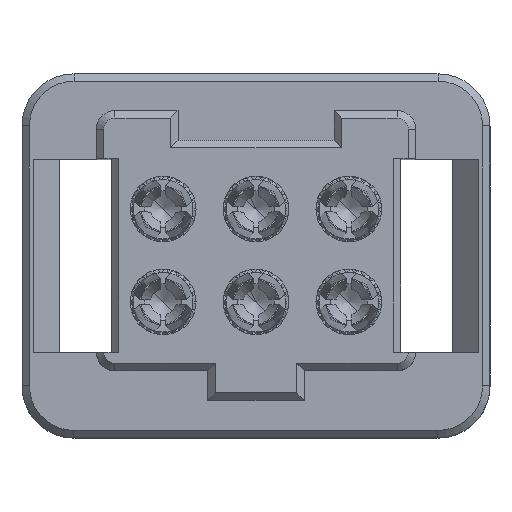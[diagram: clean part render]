
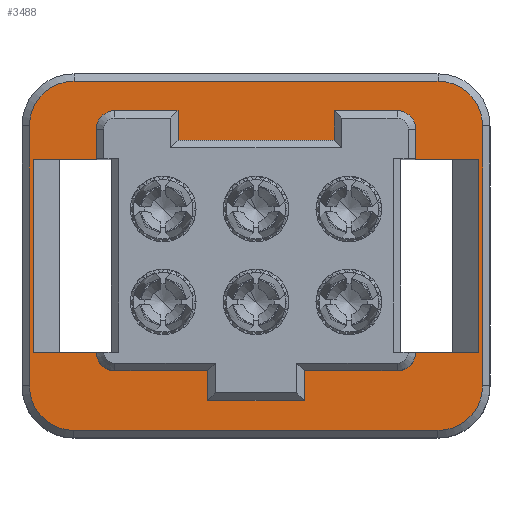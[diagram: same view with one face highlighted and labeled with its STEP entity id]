
A CAD part, top view. The second image highlights one B-rep face of the part: STEP entity #3488.
In plain terms, the highlighted planar face has unit normal (0, 0, 1).
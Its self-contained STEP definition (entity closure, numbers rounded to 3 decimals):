
#477=DIRECTION('',(1.,0.,0.));
#478=VECTOR('',#477,0.85);
#479=CARTESIAN_POINT('',(-3.,1.3,0.));
#480=LINE('',#479,#478);
#519=DIRECTION('',(1.,0.,0.));
#520=VECTOR('',#519,0.85);
#521=CARTESIAN_POINT('',(2.15,1.3,0.));
#522=LINE('',#521,#520);
#876=DIRECTION('',(0.,-1.,0.));
#877=VECTOR('',#876,3.5);
#878=CARTESIAN_POINT('',(-3.05,1.75,
0.));
#879=LINE('',#878,#877);
#883=CARTESIAN_POINT('',(-2.45,1.75,0.));
#884=DIRECTION('',(0.,0.,1.));
#885=DIRECTION('',(0.,1.,0.));
#886=AXIS2_PLACEMENT_3D('',#883,#884,#885);
#891=DIRECTION('',(-1.,0.,0.));
#892=VECTOR('',#891,4.9);
#893=CARTESIAN_POINT('',(2.45,2.35,0.));
#894=LINE('',#893,#892);
#898=CARTESIAN_POINT('',(2.45,1.75,0.));
#899=DIRECTION('',(0.,0.,1.));
#900=DIRECTION('',(1.,0.,0.));
#901=AXIS2_PLACEMENT_3D('',#898,#899,#900);
#906=DIRECTION('',(0.,1.,0.));
#907=VECTOR('',#906,3.5);
#908=CARTESIAN_POINT('',(3.05,-1.75,
0.));
#909=LINE('',#908,#907);
#913=CARTESIAN_POINT('',(2.45,-1.75,0.));
#914=DIRECTION('',(0.,0.,1.));
#915=DIRECTION('',(0.,-1.,0.));
#916=AXIS2_PLACEMENT_3D('',#913,#914,#915);
#921=DIRECTION('',(1.,0.,0.));
#922=VECTOR('',#921,4.9);
#923=CARTESIAN_POINT('',(-2.45,-2.35,
0.));
#924=LINE('',#923,#922);
#928=CARTESIAN_POINT('',(-2.45,-1.75,0.));
#929=DIRECTION('',(0.,0.,1.));
#930=DIRECTION('',(-1.,0.,0.));
#931=AXIS2_PLACEMENT_3D('',#928,#929,#930);
#936=DIRECTION('',(0.,1.,0.));
#937=VECTOR('',#936,2.6);
#938=CARTESIAN_POINT('',(-3.,-1.3,0.));
#939=LINE('',#938,#937);
#943=DIRECTION('',(0.,-1.,0.));
#944=VECTOR('',#943,2.6);
#945=CARTESIAN_POINT('',(3.,1.3,0.));
#946=LINE('',#945,#944);
#1147=DIRECTION('',(-1.,0.,0.));
#1148=VECTOR('',#1147,0.85);
#1149=CARTESIAN_POINT('',(3.,-1.3,0.));
#1150=LINE('',#1149,#1148);
#1203=DIRECTION('',(-1.,0.,0.));
#1204=VECTOR('',#1203,0.85);
#1205=CARTESIAN_POINT('',(-2.15,-1.3,0.));
#1206=LINE('',#1205,#1204);
#1232=CARTESIAN_POINT('',(1.9,-1.3,0.));
#1233=DIRECTION('',(0.,0.,-1.));
#1234=DIRECTION('',(1.,0.,0.));
#1235=AXIS2_PLACEMENT_3D('',#1232,#1233,#1234);
#1261=DIRECTION('',(1.,0.,0.));
#1262=VECTOR('',#1261,1.25);
#1263=CARTESIAN_POINT('',(0.65,-1.55,0.));
#1264=LINE('',#1263,#1262);
#1282=DIRECTION('',(0.,1.,0.));
#1283=VECTOR('',#1282,0.4);
#1284=CARTESIAN_POINT('',(0.65,-1.95,0.));
#1285=LINE('',#1284,#1283);
#1338=DIRECTION('',(1.,0.,0.));
#1339=VECTOR('',#1338,1.25);
#1340=CARTESIAN_POINT('',(-1.9,-1.55,0.));
#1341=LINE('',#1340,#1339);
#1359=DIRECTION('',(0.,-1.,0.));
#1360=VECTOR('',#1359,0.4);
#1361=CARTESIAN_POINT('',(-0.65,-1.55,0.));
#1362=LINE('',#1361,#1360);
#1380=DIRECTION('',(1.,0.,0.));
#1381=VECTOR('',#1380,1.3);
#1382=CARTESIAN_POINT('',(-0.65,-1.95,0.));
#1383=LINE('',#1382,#1381);
#1402=CARTESIAN_POINT('',(-1.9,-1.3,0.));
#1403=DIRECTION('',(0.,0.,-1.));
#1404=DIRECTION('',(0.,-1.,0.));
#1405=AXIS2_PLACEMENT_3D('',#1402,#1403,#1404);
#1736=DIRECTION('',(0.,1.,0.));
#1737=VECTOR('',#1736,0.4);
#1738=CARTESIAN_POINT('',(2.15,1.3,0.));
#1739=LINE('',#1738,#1737);
#1807=CARTESIAN_POINT('',(-1.9,1.7,0.));
#1808=DIRECTION('',(0.,0.,-1.));
#1809=DIRECTION('',(-1.,0.,0.));
#1810=AXIS2_PLACEMENT_3D('',#1807,#1808,#1809);
#1829=DIRECTION('',(0.,-1.,0.));
#1830=VECTOR('',#1829,0.4);
#1831=CARTESIAN_POINT('',(-2.15,1.7,0.));
#1832=LINE('',#1831,#1830);
#1864=DIRECTION('',(-1.,0.,0.));
#1865=VECTOR('',#1864,0.85);
#1866=CARTESIAN_POINT('',(-1.05,1.95,0.));
#1867=LINE('',#1866,#1865);
#1885=DIRECTION('',(0.,1.,0.));
#1886=VECTOR('',#1885,0.4);
#1887=CARTESIAN_POINT('',(-1.05,1.55,0.));
#1888=LINE('',#1887,#1886);
#1906=DIRECTION('',(-1.,0.,0.));
#1907=VECTOR('',#1906,2.1);
#1908=CARTESIAN_POINT('',(1.05,1.55,0.));
#1909=LINE('',#1908,#1907);
#1927=DIRECTION('',(0.,-1.,0.));
#1928=VECTOR('',#1927,0.4);
#1929=CARTESIAN_POINT('',(1.05,1.95,0.));
#1930=LINE('',#1929,#1928);
#1948=DIRECTION('',(-1.,0.,0.));
#1949=VECTOR('',#1948,0.85);
#1950=CARTESIAN_POINT('',(1.9,1.95,0.));
#1951=LINE('',#1950,#1949);
#1970=CARTESIAN_POINT('',(1.9,1.7,0.));
#1971=DIRECTION('',(0.,0.,-1.));
#1972=DIRECTION('',(0.,1.,0.));
#1973=AXIS2_PLACEMENT_3D('',#1970,#1971,#1972);
#2402=CARTESIAN_POINT('',(0.65,-1.55,0.));
#2403=CARTESIAN_POINT('',(1.9,-1.55,0.));
#2404=VERTEX_POINT('',#2402);
#2405=VERTEX_POINT('',#2403);
#2406=CARTESIAN_POINT('',(-2.15,1.7,0.));
#2407=CARTESIAN_POINT('',(-1.9,1.95,0.));
#2408=VERTEX_POINT('',#2406);
#2409=VERTEX_POINT('',#2407);
#2410=CARTESIAN_POINT('',(2.15,-1.3,0.));
#2411=VERTEX_POINT('',#2410);
#2412=CARTESIAN_POINT('',(1.9,1.95,0.));
#2413=CARTESIAN_POINT('',(2.15,1.7,0.));
#2414=VERTEX_POINT('',#2412);
#2415=VERTEX_POINT('',#2413);
#2416=CARTESIAN_POINT('',(-1.9,-1.55,0.));
#2417=CARTESIAN_POINT('',(-2.15,-1.3,0.));
#2418=VERTEX_POINT('',#2416);
#2419=VERTEX_POINT('',#2417);
#2420=CARTESIAN_POINT('',(-1.05,1.95,0.));
#2421=VERTEX_POINT('',#2420);
#2422=CARTESIAN_POINT('',(-3.05,1.75,
0.));
#2423=CARTESIAN_POINT('',(-3.05,-1.75,
0.));
#2424=VERTEX_POINT('',#2422);
#2425=VERTEX_POINT('',#2423);
#2430=CARTESIAN_POINT('',(-2.45,-2.35,0.));
#2431=VERTEX_POINT('',#2430);
#2434=CARTESIAN_POINT('',(2.45,-2.35,
0.));
#2435=VERTEX_POINT('',#2434);
#2438=CARTESIAN_POINT('',(3.05,-1.75,
0.));
#2439=CARTESIAN_POINT('',(3.05,1.75,
0.));
#2440=VERTEX_POINT('',#2438);
#2441=VERTEX_POINT('',#2439);
#2446=CARTESIAN_POINT('',(2.45,2.35,0.));
#2447=VERTEX_POINT('',#2446);
#2450=CARTESIAN_POINT('',(-2.45,2.35,
0.));
#2451=VERTEX_POINT('',#2450);
#2474=CARTESIAN_POINT('',(-3.,-1.3,0.));
#2475=CARTESIAN_POINT('',(-3.,1.3,0.));
#2476=VERTEX_POINT('',#2474);
#2477=VERTEX_POINT('',#2475);
#2482=CARTESIAN_POINT('',(3.,1.3,0.));
#2483=CARTESIAN_POINT('',(3.,-1.3,0.));
#2484=VERTEX_POINT('',#2482);
#2485=VERTEX_POINT('',#2483);
#2522=CARTESIAN_POINT('',(-2.15,1.3,0.));
#2523=VERTEX_POINT('',#2522);
#2524=CARTESIAN_POINT('',(2.15,1.3,0.));
#2525=VERTEX_POINT('',#2524);
#2638=CARTESIAN_POINT('',(-0.65,-1.55,0.));
#2639=CARTESIAN_POINT('',(-0.65,-1.95,0.));
#2640=VERTEX_POINT('',#2638);
#2641=VERTEX_POINT('',#2639);
#2642=CARTESIAN_POINT('',(0.65,-1.95,0.));
#2643=VERTEX_POINT('',#2642);
#2644=CARTESIAN_POINT('',(1.05,1.95,0.));
#2645=CARTESIAN_POINT('',(1.05,1.55,0.));
#2646=VERTEX_POINT('',#2644);
#2647=VERTEX_POINT('',#2645);
#2648=CARTESIAN_POINT('',(-1.05,1.55,0.));
#2649=VERTEX_POINT('',#2648);
#3423=CARTESIAN_POINT('',(0.,0.,0.));
#3424=DIRECTION('',(0.,0.,-1.));
#3425=DIRECTION('',(0.,-1.,0.));
#3426=AXIS2_PLACEMENT_3D('',#3423,#3424,#3425);
#3427=PLANE('',#3426);
#3429=ORIENTED_EDGE('',*,*,#3428,.F.);
#3430=ORIENTED_EDGE('',*,*,#3401,.F.);
#3431=ORIENTED_EDGE('',*,*,#3414,.F.);
#3433=ORIENTED_EDGE('',*,*,#3432,.F.);
#3435=ORIENTED_EDGE('',*,*,#3434,.F.);
#3437=ORIENTED_EDGE('',*,*,#3436,.F.);
#3439=ORIENTED_EDGE('',*,*,#3438,.F.);
#3441=ORIENTED_EDGE('',*,*,#3440,.F.);
#3442=EDGE_LOOP('',(#3429,#3430,#3431,#3433,#3435,#3437,#3439,#3441));
#3443=FACE_OUTER_BOUND('',#3442,.F.);
#3445=ORIENTED_EDGE('',*,*,#3444,.F.);
#3447=ORIENTED_EDGE('',*,*,#3446,.F.);
#3449=ORIENTED_EDGE('',*,*,#3448,.F.);
#3451=ORIENTED_EDGE('',*,*,#3450,.T.);
#3453=ORIENTED_EDGE('',*,*,#3452,.T.);
#3455=ORIENTED_EDGE('',*,*,#3454,.T.);
#3457=ORIENTED_EDGE('',*,*,#3456,.T.);
#3459=ORIENTED_EDGE('',*,*,#3458,.T.);
#3461=ORIENTED_EDGE('',*,*,#3460,.F.);
#3463=ORIENTED_EDGE('',*,*,#3462,.F.);
#3465=ORIENTED_EDGE('',*,*,#3464,.F.);
#3466=ORIENTED_EDGE('',*,*,#3089,.F.);
#3468=ORIENTED_EDGE('',*,*,#3467,.T.);
#3470=ORIENTED_EDGE('',*,*,#3469,.F.);
#3472=ORIENTED_EDGE('',*,*,#3471,.T.);
#3474=ORIENTED_EDGE('',*,*,#3473,.T.);
#3476=ORIENTED_EDGE('',*,*,#3475,.T.);
#3478=ORIENTED_EDGE('',*,*,#3477,.T.);
#3480=ORIENTED_EDGE('',*,*,#3479,.T.);
#3482=ORIENTED_EDGE('',*,*,#3481,.F.);
#3484=ORIENTED_EDGE('',*,*,#3483,.T.);
#3485=ORIENTED_EDGE('',*,*,#3068,.F.);
#3486=EDGE_LOOP('',(#3445,#3447,#3449,#3451,#3453,#3455,#3457,#3459,#3461,#3463,
#3465,#3466,#3468,#3470,#3472,#3474,#3476,#3478,#3480,#3482,#3484,#3485));
#3487=FACE_BOUND('',#3486,.F.);
#3488=ADVANCED_FACE('',(#3443,#3487),#3427,.F.);
#887=CIRCLE('',#886,0.6);
#902=CIRCLE('',#901,0.6);
#917=CIRCLE('',#916,0.6);
#932=CIRCLE('',#931,0.6);
#1236=CIRCLE('',#1235,0.25);
#1406=CIRCLE('',#1405,0.25);
#1811=CIRCLE('',#1810,0.25);
#1974=CIRCLE('',#1973,0.25);
#3068=EDGE_CURVE('',#2477,#2523,#480,.T.);
#3089=EDGE_CURVE('',#2525,#2484,#522,.T.);
#3401=EDGE_CURVE('',#2451,#2424,#887,.T.);
#3414=EDGE_CURVE('',#2447,#2451,#894,.T.);
#3428=EDGE_CURVE('',#2424,#2425,#879,.T.);
#3432=EDGE_CURVE('',#2441,#2447,#902,.T.);
#3434=EDGE_CURVE('',#2440,#2441,#909,.T.);
#3436=EDGE_CURVE('',#2435,#2440,#917,.T.);
#3438=EDGE_CURVE('',#2431,#2435,#924,.T.);
#3440=EDGE_CURVE('',#2425,#2431,#932,.T.);
#3444=EDGE_CURVE('',#2476,#2477,#939,.T.);
#3446=EDGE_CURVE('',#2419,#2476,#1206,.T.);
#3448=EDGE_CURVE('',#2418,#2419,#1406,.T.);
#3450=EDGE_CURVE('',#2418,#2640,#1341,.T.);
#3452=EDGE_CURVE('',#2640,#2641,#1362,.T.);
#3454=EDGE_CURVE('',#2641,#2643,#1383,.T.);
#3456=EDGE_CURVE('',#2643,#2404,#1285,.T.);
#3458=EDGE_CURVE('',#2404,#2405,#1264,.T.);
#3460=EDGE_CURVE('',#2411,#2405,#1236,.T.);
#3462=EDGE_CURVE('',#2485,#2411,#1150,.T.);
#3464=EDGE_CURVE('',#2484,#2485,#946,.T.);
#3467=EDGE_CURVE('',#2525,#2415,#1739,.T.);
#3469=EDGE_CURVE('',#2414,#2415,#1974,.T.);
#3471=EDGE_CURVE('',#2414,#2646,#1951,.T.);
#3473=EDGE_CURVE('',#2646,#2647,#1930,.T.);
#3475=EDGE_CURVE('',#2647,#2649,#1909,.T.);
#3477=EDGE_CURVE('',#2649,#2421,#1888,.T.);
#3479=EDGE_CURVE('',#2421,#2409,#1867,.T.);
#3481=EDGE_CURVE('',#2408,#2409,#1811,.T.);
#3483=EDGE_CURVE('',#2408,#2523,#1832,.T.);
